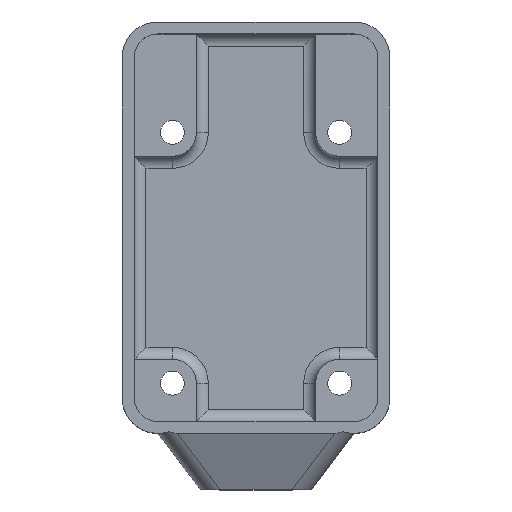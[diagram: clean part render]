
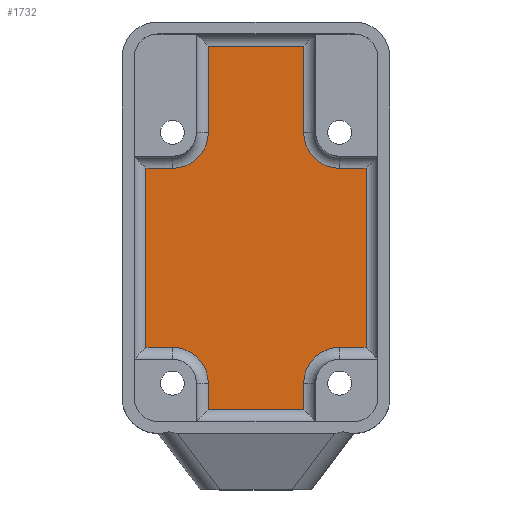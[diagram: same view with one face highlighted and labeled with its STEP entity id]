
A CAD part, top view. The second image highlights one B-rep face of the part: STEP entity #1732.
In plain terms, the highlighted planar face has unit normal (0, 0, 1).
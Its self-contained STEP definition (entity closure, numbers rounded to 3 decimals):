
#70=LINE('',#2557,#224);
#73=LINE('',#2570,#227);
#74=LINE('',#2574,#228);
#77=LINE('',#2585,#231);
#78=LINE('',#2589,#232);
#81=LINE('',#2600,#235);
#82=LINE('',#2609,#236);
#84=LINE('',#2618,#238);
#87=LINE('',#2624,#241);
#89=LINE('',#2631,#243);
#90=LINE('',#2639,#244);
#92=LINE('',#2648,#246);
#224=VECTOR('',#2035,10.);
#227=VECTOR('',#2046,10.);
#228=VECTOR('',#2051,10.);
#231=VECTOR('',#2060,10.);
#232=VECTOR('',#2065,10.);
#235=VECTOR('',#2074,10.);
#236=VECTOR('',#2087,10.);
#238=VECTOR('',#2099,10.);
#241=VECTOR('',#2104,10.);
#243=VECTOR('',#2112,10.);
#244=VECTOR('',#2123,10.);
#246=VECTOR('',#2135,10.);
#461=FACE_OUTER_BOUND('',#568,.T.);
#568=EDGE_LOOP('',(#1265,#1266,#1267,#1268,#1269,#1270,#1271,#1272,#1273,
#1274,#1275,#1276,#1277,#1278,#1279,#1280));
#672=CIRCLE('',#1851,6.);
#675=CIRCLE('',#1856,6.);
#679=CIRCLE('',#1865,6.);
#682=CIRCLE('',#1870,6.);
#738=VERTEX_POINT('',#2555);
#739=VERTEX_POINT('',#2556);
#744=VERTEX_POINT('',#2567);
#745=VERTEX_POINT('',#2569);
#746=VERTEX_POINT('',#2573);
#750=VERTEX_POINT('',#2582);
#751=VERTEX_POINT('',#2584);
#752=VERTEX_POINT('',#2588);
#756=VERTEX_POINT('',#2597);
#757=VERTEX_POINT('',#2599);
#759=VERTEX_POINT('',#2604);
#761=VERTEX_POINT('',#2613);
#763=VERTEX_POINT('',#2623);
#765=VERTEX_POINT('',#2629);
#767=VERTEX_POINT('',#2634);
#769=VERTEX_POINT('',#2643);
#899=EDGE_CURVE('',#738,#739,#70,.T.);
#905=EDGE_CURVE('',#744,#745,#73,.T.);
#907=EDGE_CURVE('',#745,#746,#74,.T.);
#912=EDGE_CURVE('',#750,#751,#77,.T.);
#914=EDGE_CURVE('',#751,#752,#78,.T.);
#919=EDGE_CURVE('',#756,#757,#81,.T.);
#922=EDGE_CURVE('',#759,#756,#672,.T.);
#924=EDGE_CURVE('',#752,#759,#82,.T.);
#927=EDGE_CURVE('',#761,#750,#675,.T.);
#929=EDGE_CURVE('',#746,#761,#84,.T.);
#932=EDGE_CURVE('',#757,#763,#87,.T.);
#936=EDGE_CURVE('',#765,#738,#89,.T.);
#938=EDGE_CURVE('',#767,#765,#679,.T.);
#940=EDGE_CURVE('',#763,#767,#90,.T.);
#943=EDGE_CURVE('',#769,#744,#682,.T.);
#945=EDGE_CURVE('',#739,#769,#92,.T.);
#1265=ORIENTED_EDGE('',*,*,#919,.F.);
#1266=ORIENTED_EDGE('',*,*,#922,.F.);
#1267=ORIENTED_EDGE('',*,*,#924,.F.);
#1268=ORIENTED_EDGE('',*,*,#914,.F.);
#1269=ORIENTED_EDGE('',*,*,#912,.F.);
#1270=ORIENTED_EDGE('',*,*,#927,.F.);
#1271=ORIENTED_EDGE('',*,*,#929,.F.);
#1272=ORIENTED_EDGE('',*,*,#907,.F.);
#1273=ORIENTED_EDGE('',*,*,#905,.F.);
#1274=ORIENTED_EDGE('',*,*,#943,.F.);
#1275=ORIENTED_EDGE('',*,*,#945,.F.);
#1276=ORIENTED_EDGE('',*,*,#899,.F.);
#1277=ORIENTED_EDGE('',*,*,#936,.F.);
#1278=ORIENTED_EDGE('',*,*,#938,.F.);
#1279=ORIENTED_EDGE('',*,*,#940,.F.);
#1280=ORIENTED_EDGE('',*,*,#932,.F.);
#1665=PLANE('',#1883);
#1732=ADVANCED_FACE('',(#461),#1665,.T.);
#1851=AXIS2_PLACEMENT_3D('',#2606,#2081,#2082);
#1856=AXIS2_PLACEMENT_3D('',#2615,#2093,#2094);
#1865=AXIS2_PLACEMENT_3D('',#2636,#2117,#2118);
#1870=AXIS2_PLACEMENT_3D('',#2645,#2129,#2130);
#1883=AXIS2_PLACEMENT_3D('',#2700,#2180,#2181);
#2035=DIRECTION('',(0.,1.,0.));
#2046=DIRECTION('',(0.,1.,0.));
#2051=DIRECTION('',(1.,0.,0.));
#2060=DIRECTION('',(1.,0.,0.));
#2065=DIRECTION('',(0.,-1.,0.));
#2074=DIRECTION('',(0.,-1.,0.));
#2081=DIRECTION('center_axis',(0.,0.,1.));
#2082=DIRECTION('ref_axis',(-0.707,0.707,0.));
#2087=DIRECTION('',(-1.,0.,0.));
#2093=DIRECTION('center_axis',(0.,0.,1.));
#2094=DIRECTION('ref_axis',(-0.707,-0.707,0.));
#2099=DIRECTION('',(0.,-1.,0.));
#2104=DIRECTION('',(-1.,0.,0.));
#2112=DIRECTION('',(-1.,0.,0.));
#2117=DIRECTION('center_axis',(0.,0.,1.));
#2118=DIRECTION('ref_axis',(0.707,0.707,0.));
#2123=DIRECTION('',(0.,1.,0.));
#2129=DIRECTION('center_axis',(0.,0.,1.));
#2130=DIRECTION('ref_axis',(0.707,-0.707,0.));
#2135=DIRECTION('',(1.,0.,0.));
#2180=DIRECTION('center_axis',(0.,0.,1.));
#2181=DIRECTION('ref_axis',(1.,0.,0.));
#2555=CARTESIAN_POINT('',(-40.76,14.408,-18.));
#2556=CARTESIAN_POINT('',(-40.76,44.318,-18.));
#2557=CARTESIAN_POINT('',(-40.76,20.183,-18.));
#2567=CARTESIAN_POINT('',(-30.348,50.318,-18.));
#2569=CARTESIAN_POINT('',(-30.348,64.73,-18.));
#2570=CARTESIAN_POINT('',(-30.348,42.342,-18.));
#2573=CARTESIAN_POINT('',(-14.408,64.73,-18.));
#2574=CARTESIAN_POINT('',(-30.57,64.73,-18.));
#2582=CARTESIAN_POINT('',(-8.408,44.318,-18.));
#2584=CARTESIAN_POINT('',(-4.,44.318,-18.));
#2585=CARTESIAN_POINT('',(-15.394,44.318,-18.));
#2588=CARTESIAN_POINT('',(-4.,14.408,-18.));
#2589=CARTESIAN_POINT('',(-4.,48.548,-18.));
#2597=CARTESIAN_POINT('',(-14.408,8.408,-18.));
#2599=CARTESIAN_POINT('',(-14.408,4.,-18.));
#2600=CARTESIAN_POINT('',(-14.408,21.387,-18.));
#2604=CARTESIAN_POINT('',(-8.408,14.408,-18.));
#2606=CARTESIAN_POINT('Origin',(-8.408,8.408,-18.));
#2609=CARTESIAN_POINT('',(-12.19,14.408,-18.));
#2613=CARTESIAN_POINT('',(-14.408,50.318,-18.));
#2615=CARTESIAN_POINT('Origin',(-8.408,50.318,-18.));
#2618=CARTESIAN_POINT('',(-14.408,50.548,-18.));
#2623=CARTESIAN_POINT('',(-30.348,4.,-18.));
#2624=CARTESIAN_POINT('',(-14.19,4.,-18.));
#2629=CARTESIAN_POINT('',(-36.348,14.408,-18.));
#2631=CARTESIAN_POINT('',(-29.364,14.408,-18.));
#2634=CARTESIAN_POINT('',(-30.348,8.408,-18.));
#2636=CARTESIAN_POINT('Origin',(-36.348,8.408,-18.));
#2639=CARTESIAN_POINT('',(-30.348,18.183,-18.));
#2643=CARTESIAN_POINT('',(-36.348,44.318,-18.));
#2645=CARTESIAN_POINT('Origin',(-36.348,50.318,-18.));
#2648=CARTESIAN_POINT('',(-32.57,44.318,-18.));
#2700=CARTESIAN_POINT('Origin',(-22.38,34.365,-18.));
